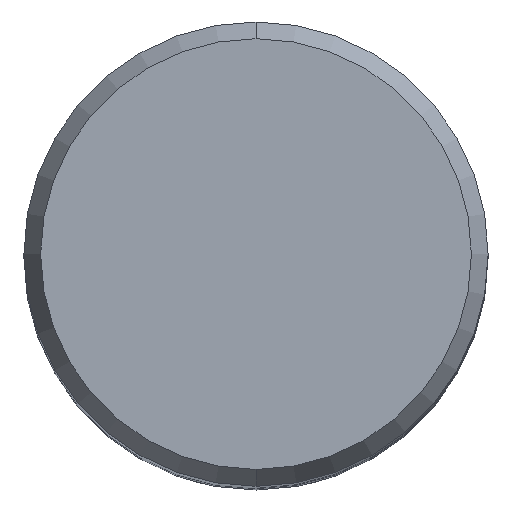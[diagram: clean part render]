
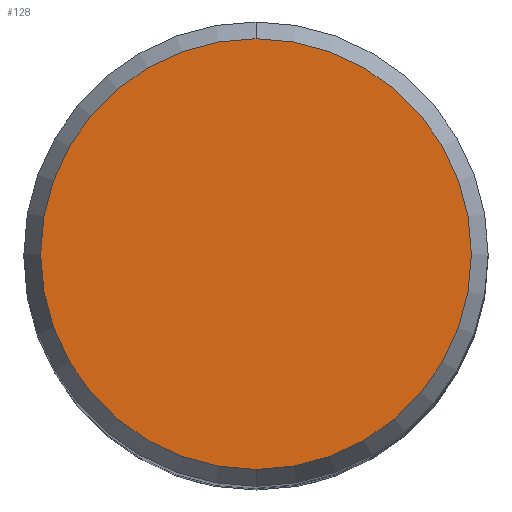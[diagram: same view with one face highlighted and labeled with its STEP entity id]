
A CAD part, top view. The second image highlights one B-rep face of the part: STEP entity #128.
In plain terms, the highlighted planar face has unit normal (0, 0, 1).
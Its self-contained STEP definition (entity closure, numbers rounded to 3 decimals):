
#88=VERTEX_POINT('',#213);
#100=VERTEX_POINT('',#226);
#128=ADVANCED_FACE('',(#256),#257,.T.);
#142=EDGE_CURVE('',#88,#100,#272,.T.);
#172=EDGE_CURVE('',#100,#88,#309,.T.);
#213=CARTESIAN_POINT('',(0.0,8.837,0.01));
#226=CARTESIAN_POINT('',(0.,-8.837,0.01));
#256=FACE_OUTER_BOUND('',#405,.T.);
#257=PLANE('',#406);
#272=CIRCLE('',#424,8.837);
#309=CIRCLE('',#467,8.837);
#405=EDGE_LOOP('',(#539,#540));
#406=AXIS2_PLACEMENT_3D('',#541,#542,#543);
#424=AXIS2_PLACEMENT_3D('',#558,#559,#560);
#467=AXIS2_PLACEMENT_3D('',#612,#613,#614);
#539=ORIENTED_EDGE('',*,*,#142,.F.);
#540=ORIENTED_EDGE('',*,*,#172,.F.);
#541=CARTESIAN_POINT('',(0.0,4.419,0.01));
#542=DIRECTION('',(-0.0,0.0,1.0));
#543=DIRECTION('',(0.0,-1.0,0.0));
#558=CARTESIAN_POINT('',(0.0,0.0,0.01));
#559=DIRECTION('',(0.0,0.0,-1.0));
#560=DIRECTION('',(0.0,1.0,0.0));
#612=CARTESIAN_POINT('',(0.0,0.0,0.01));
#613=DIRECTION('',(0.0,0.0,-1.0));
#614=DIRECTION('',(0.0,1.0,0.0));
